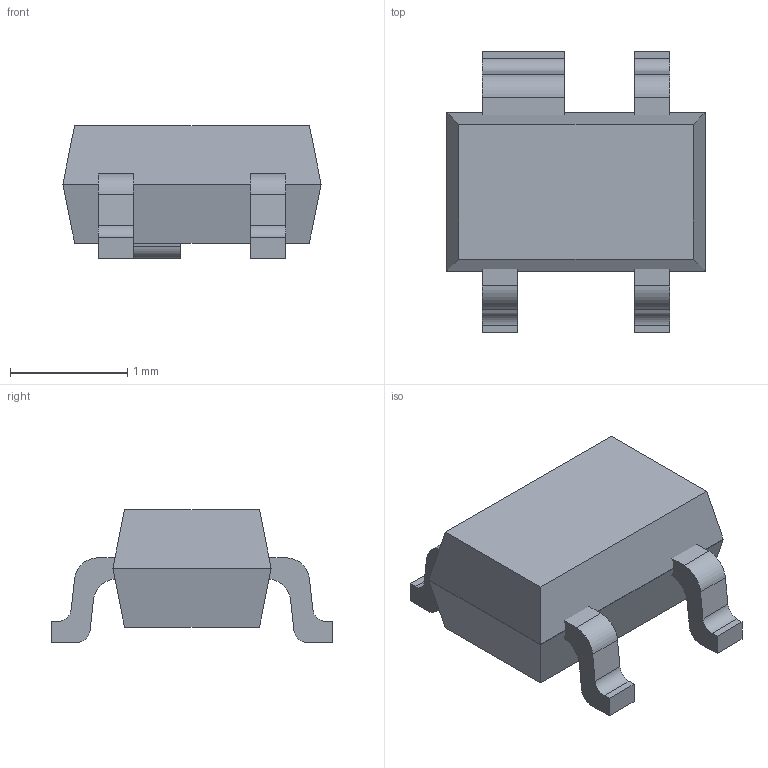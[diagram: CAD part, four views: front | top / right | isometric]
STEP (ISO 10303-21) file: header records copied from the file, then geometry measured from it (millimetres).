
FILE_DESCRIPTION(('HOOPS Exchange Step'),'2;1');
FILE_NAME('temp_export','2023-02-23T16:40:12+08:00',('30abd'),('Shapr3D Limited'),'HOOPS Exchange 2022.2','Shapr3D','Authorized');
FILE_SCHEMA( ('AUTOMOTIVE_DESIGN { 1 0 10303 214 1 1 1 1 }') );
Length unit declared in the file: millimetre
Products named in the file (1): root
Bounding box: 2.2 x 2.4 x 1.13 mm (x, y, z)
Volume: 3 mm3; surface area: 17.3 mm2
Topology: 5 solids, 5 shells, 70 faces, 172 edges, 112 vertices
Faces by surface type: plane 50, cylinder 20
Entity records: 2075 total; most frequent: CARTESIAN_POINT 355, DIRECTION 350, ORIENTED_EDGE 344, EDGE_CURVE 172, VECTOR 136, LINE 136, VERTEX_POINT 112, AXIS2_PLACEMENT_3D 107
